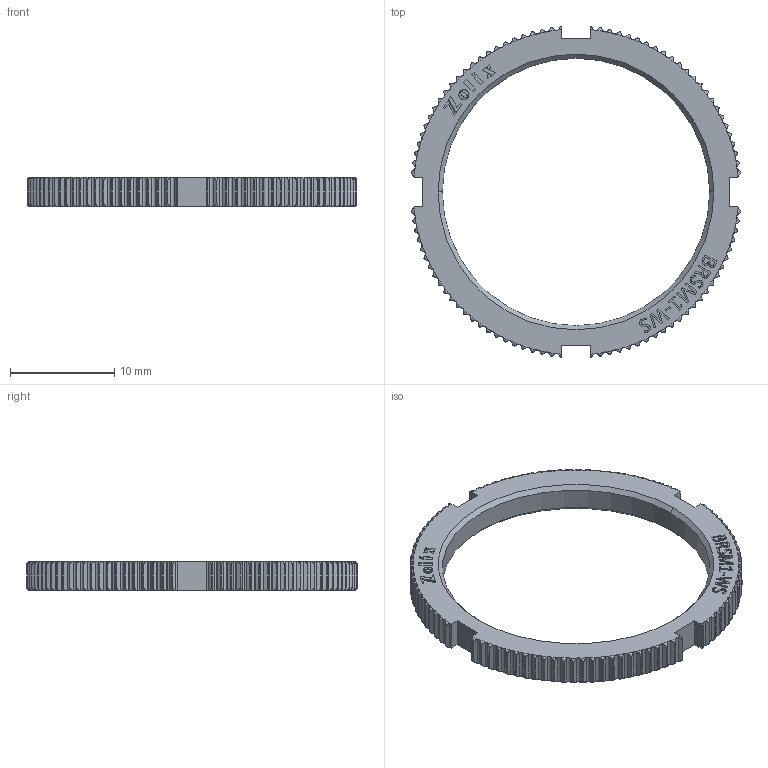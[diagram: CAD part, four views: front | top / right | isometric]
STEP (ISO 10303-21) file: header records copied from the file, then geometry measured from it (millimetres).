
FILE_DESCRIPTION (( 'STEP AP203' ), '1' );
FILE_NAME ('BRSM1-WS.STEP', '2025-09-03T05:47:11', ( '' ), ( '' ), 'SwSTEP 2.0', 'SolidWorks 2020', '' );
FILE_SCHEMA (( 'CONFIG_CONTROL_DESIGN' ));
Length unit declared in the file: millimetre
Products named in the file (1): BRSM1-WS
Bounding box: 31.59 x 31.68 x 2.8 mm (x, y, z)
Volume: 686.2 mm3; surface area: 1045.7 mm2
Topology: 1 solids, 1 shells, 931 faces, 2720 edges, 1812 vertices
Faces by surface type: plane 437, cylinder 218, torus 192, bspline 80, cone 4
Entity records: 38823 total; most frequent: CARTESIAN_POINT 15552, ORIENTED_EDGE 5440, DIRECTION 4096, EDGE_CURVE 2720, VERTEX_POINT 1812, AXIS2_PLACEMENT_3D 1464, LINE 1168, VECTOR 1168
